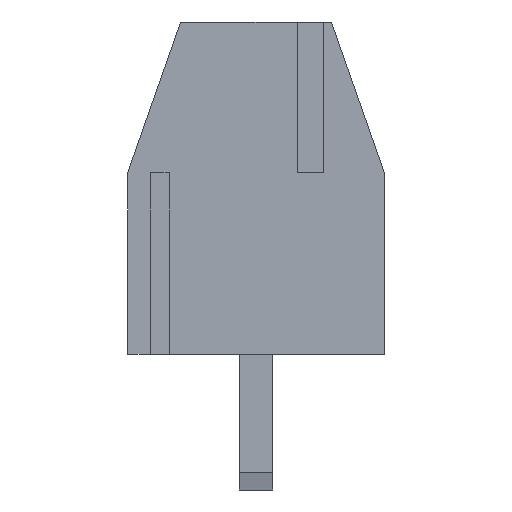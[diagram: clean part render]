
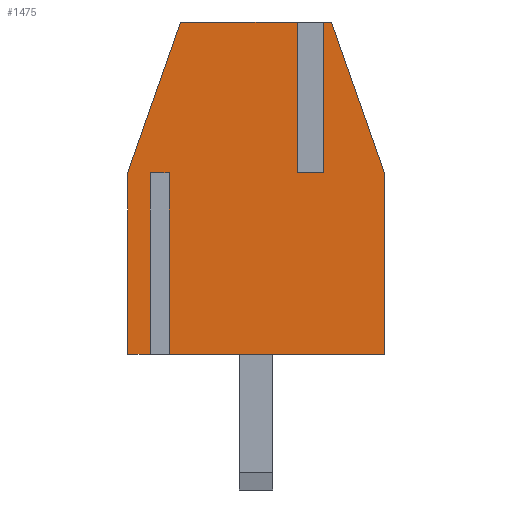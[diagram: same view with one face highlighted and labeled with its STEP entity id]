
A CAD part, left-side view. The second image highlights one B-rep face of the part: STEP entity #1475.
In plain terms, the highlighted planar face has unit normal (-1, 0, 0).
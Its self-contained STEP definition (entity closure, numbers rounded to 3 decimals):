
#1359 = EDGE_CURVE('',#1360,#1362,#1364,.T.);
#1360 = VERTEX_POINT('',#1361);
#1361 = CARTESIAN_POINT('',(-1.75,-3.4,-0.));
#1362 = VERTEX_POINT('',#1363);
#1363 = CARTESIAN_POINT('',(-1.75,2.3,0.));
#1364 = LINE('',#1365,#1366);
#1365 = CARTESIAN_POINT('',(-1.75,-3.4,0.));
#1366 = VECTOR('',#1367,1.);
#1367 = DIRECTION('',(0.,1.,0.));
#1434 = VERTEX_POINT('',#1435);
#1435 = CARTESIAN_POINT('',(-1.75,3.4,0.));
#1441 = EDGE_CURVE('',#1442,#1434,#1444,.T.);
#1442 = VERTEX_POINT('',#1443);
#1443 = CARTESIAN_POINT('',(-1.75,2.8,0.));
#1444 = LINE('',#1445,#1446);
#1445 = CARTESIAN_POINT('',(-1.75,-3.4,0.));
#1446 = VECTOR('',#1447,1.);
#1447 = DIRECTION('',(0.,1.,0.));
#1475 = ADVANCED_FACE('',(#1476),#1572,.F.);
#1476 = FACE_BOUND('',#1477,.F.);
#1477 = EDGE_LOOP('',(#1478,#1488,#1494,#1495,#1503,#1511,#1517,#1518,
    #1526,#1534,#1542,#1550,#1558,#1566));
#1478 = ORIENTED_EDGE('',*,*,#1479,.T.);
#1479 = EDGE_CURVE('',#1480,#1482,#1484,.T.);
#1480 = VERTEX_POINT('',#1481);
#1481 = CARTESIAN_POINT('',(-1.75,-2.,8.8));
#1482 = VERTEX_POINT('',#1483);
#1483 = CARTESIAN_POINT('',(-1.75,-3.4,4.8));
#1484 = LINE('',#1485,#1486);
#1485 = CARTESIAN_POINT('',(-1.75,-2.,8.8));
#1486 = VECTOR('',#1487,1.);
#1487 = DIRECTION('',(0.,-0.33,-0.944));
#1488 = ORIENTED_EDGE('',*,*,#1489,.T.);
#1489 = EDGE_CURVE('',#1482,#1360,#1490,.T.);
#1490 = LINE('',#1491,#1492);
#1491 = CARTESIAN_POINT('',(-1.75,-3.4,4.8));
#1492 = VECTOR('',#1493,1.);
#1493 = DIRECTION('',(0.,0.,-1.));
#1494 = ORIENTED_EDGE('',*,*,#1359,.T.);
#1495 = ORIENTED_EDGE('',*,*,#1496,.F.);
#1496 = EDGE_CURVE('',#1497,#1362,#1499,.T.);
#1497 = VERTEX_POINT('',#1498);
#1498 = CARTESIAN_POINT('',(-1.75,2.3,4.8));
#1499 = LINE('',#1500,#1501);
#1500 = CARTESIAN_POINT('',(-1.75,2.3,4.8));
#1501 = VECTOR('',#1502,1.);
#1502 = DIRECTION('',(0.,0.,-1.));
#1503 = ORIENTED_EDGE('',*,*,#1504,.T.);
#1504 = EDGE_CURVE('',#1497,#1505,#1507,.T.);
#1505 = VERTEX_POINT('',#1506);
#1506 = CARTESIAN_POINT('',(-1.75,2.8,4.8));
#1507 = LINE('',#1508,#1509);
#1508 = CARTESIAN_POINT('',(-1.75,2.3,4.8));
#1509 = VECTOR('',#1510,1.);
#1510 = DIRECTION('',(0.,1.,0.));
#1511 = ORIENTED_EDGE('',*,*,#1512,.T.);
#1512 = EDGE_CURVE('',#1505,#1442,#1513,.T.);
#1513 = LINE('',#1514,#1515);
#1514 = CARTESIAN_POINT('',(-1.75,2.8,4.8));
#1515 = VECTOR('',#1516,1.);
#1516 = DIRECTION('',(0.,0.,-1.));
#1517 = ORIENTED_EDGE('',*,*,#1441,.T.);
#1518 = ORIENTED_EDGE('',*,*,#1519,.T.);
#1519 = EDGE_CURVE('',#1434,#1520,#1522,.T.);
#1520 = VERTEX_POINT('',#1521);
#1521 = CARTESIAN_POINT('',(-1.75,3.4,4.8));
#1522 = LINE('',#1523,#1524);
#1523 = CARTESIAN_POINT('',(-1.75,3.4,0.));
#1524 = VECTOR('',#1525,1.);
#1525 = DIRECTION('',(0.,0.,1.));
#1526 = ORIENTED_EDGE('',*,*,#1527,.T.);
#1527 = EDGE_CURVE('',#1520,#1528,#1530,.T.);
#1528 = VERTEX_POINT('',#1529);
#1529 = CARTESIAN_POINT('',(-1.75,2.,8.8));
#1530 = LINE('',#1531,#1532);
#1531 = CARTESIAN_POINT('',(-1.75,3.4,4.8));
#1532 = VECTOR('',#1533,1.);
#1533 = DIRECTION('',(0.,-0.33,0.944));
#1534 = ORIENTED_EDGE('',*,*,#1535,.T.);
#1535 = EDGE_CURVE('',#1528,#1536,#1538,.T.);
#1536 = VERTEX_POINT('',#1537);
#1537 = CARTESIAN_POINT('',(-1.75,-1.2,8.8));
#1538 = LINE('',#1539,#1540);
#1539 = CARTESIAN_POINT('',(-1.75,2.,8.8));
#1540 = VECTOR('',#1541,1.);
#1541 = DIRECTION('',(0.,-1.,0.));
#1542 = ORIENTED_EDGE('',*,*,#1543,.F.);
#1543 = EDGE_CURVE('',#1544,#1536,#1546,.T.);
#1544 = VERTEX_POINT('',#1545);
#1545 = CARTESIAN_POINT('',(-1.75,-1.2,4.8));
#1546 = LINE('',#1547,#1548);
#1547 = CARTESIAN_POINT('',(-1.75,-1.2,4.8));
#1548 = VECTOR('',#1549,1.);
#1549 = DIRECTION('',(0.,0.,1.));
#1550 = ORIENTED_EDGE('',*,*,#1551,.T.);
#1551 = EDGE_CURVE('',#1544,#1552,#1554,.T.);
#1552 = VERTEX_POINT('',#1553);
#1553 = CARTESIAN_POINT('',(-1.75,-1.7,4.8));
#1554 = LINE('',#1555,#1556);
#1555 = CARTESIAN_POINT('',(-1.75,-1.2,4.8));
#1556 = VECTOR('',#1557,1.);
#1557 = DIRECTION('',(0.,-1.,0.));
#1558 = ORIENTED_EDGE('',*,*,#1559,.T.);
#1559 = EDGE_CURVE('',#1552,#1560,#1562,.T.);
#1560 = VERTEX_POINT('',#1561);
#1561 = CARTESIAN_POINT('',(-1.75,-1.7,8.8));
#1562 = LINE('',#1563,#1564);
#1563 = CARTESIAN_POINT('',(-1.75,-1.7,4.8));
#1564 = VECTOR('',#1565,1.);
#1565 = DIRECTION('',(0.,0.,1.));
#1566 = ORIENTED_EDGE('',*,*,#1567,.T.);
#1567 = EDGE_CURVE('',#1560,#1480,#1568,.T.);
#1568 = LINE('',#1569,#1570);
#1569 = CARTESIAN_POINT('',(-1.75,2.,8.8));
#1570 = VECTOR('',#1571,1.);
#1571 = DIRECTION('',(0.,-1.,0.));
#1572 = PLANE('',#1573);
#1573 = AXIS2_PLACEMENT_3D('',#1574,#1575,#1576);
#1574 = CARTESIAN_POINT('',(-1.75,0.,4.013));
#1575 = DIRECTION('',(1.,0.,0.));
#1576 = DIRECTION('',(0.,0.,1.));
